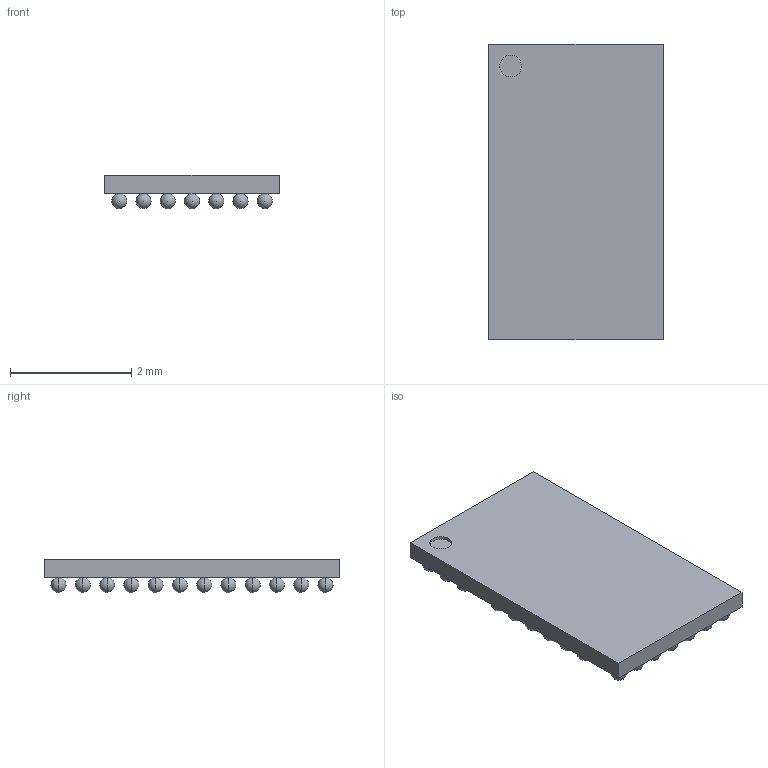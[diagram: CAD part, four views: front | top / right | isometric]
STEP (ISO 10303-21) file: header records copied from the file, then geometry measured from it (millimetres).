
FILE_DESCRIPTION (( 'STEP AP214' ), '1' );
FILE_NAME ('CYW4343WKUBGT.STEP', '2021-05-05T16:05:59', ( '' ), ( '' ), 'SwSTEP 2.0', 'SolidWorks 2020', '' );
FILE_SCHEMA (( 'AUTOMOTIVE_DESIGN' ));
Length unit declared in the file: millimetre
Products named in the file (77): D2.stp; H3.stp; CYW4343WKUBGT; J2.stp; D4.stp; M6.stp; B5.stp; K2.stp; F4.stp; C7.stp; H4.stp; E2.stp; A1.stp; K6.stp; F2.stp; F7.stp; A6.stp; C6.stp; J3.stp; C1.stp; D6.stp; K5.stp; B7.stp; G5.stp; K4.stp; C4.stp; E1.stp; H6.stp; D3.stp; M2.stp; A3.stp; A2.stp; F1.stp; M7.stp; B1.stp; H7.stp; E6.stp; J7.stp; E3.stp; L3.stp ...
Assembly tree (76 placements, depth 3):
  CYW4343WKUBGT
    CYW4343WKUBGT.stp
      A1.stp
      A2.stp
      A3.stp
      A4.stp
      A5.stp
      A6.stp
      A7.stp
      B1.stp
      B2.stp
      B3.stp
      B4.stp
      B5.stp
      B6.stp
      B7.stp
      C1.stp
      C2.stp
      C3.stp
      C4.stp
      C5.stp
      C6.stp
      C7.stp
      D2.stp
      D3.stp
      D4.stp
      D5.stp
      D6.stp
      E1.stp
      E2.stp
      E3.stp
      E5.stp
      E6.stp
      E7.stp
      F1.stp
      F2.stp
      F4.stp
      F5.stp
      F6.stp
      F7.stp
      G1.stp
      G2.stp
      G4.stp
      G5.stp
      G6.stp
      H1.stp
      H2.stp
      H3.stp
      H4.stp
      H5.stp
      H6.stp
      H7.stp
      J1.stp
      J2.stp
      J3.stp
      J5.stp
      J6.stp
      J7.stp
      K1.stp
      K2.stp
Bounding box: 2.87 x 4.87 x 0.55 mm (x, y, z)
Volume: 4.8 mm3; surface area: 47.2 mm2
Topology: 75 solids, 75 shells, 157 faces, 536 edges, 382 vertices
Faces by surface type: sphere 148, plane 7, cylinder 2
Entity records: 6555 total; most frequent: DIRECTION 792, CARTESIAN_POINT 563, AXIS2_PLACEMENT_3D 389, ORIENTED_EDGE 332, UNCERTAINTY_MEASURE_WITH_UNIT 228, EDGE_CURVE 166, VERTEX_POINT 160, EDGE_LOOP 158
